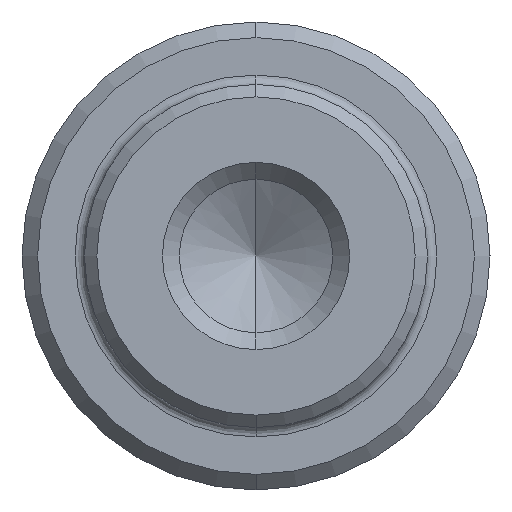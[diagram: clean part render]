
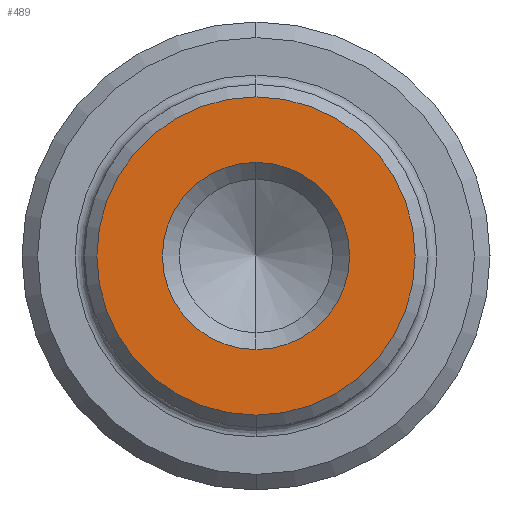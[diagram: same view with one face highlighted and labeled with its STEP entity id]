
A CAD part, left-side view. The second image highlights one B-rep face of the part: STEP entity #489.
In plain terms, the highlighted planar face has unit normal (-1, 0, 0).
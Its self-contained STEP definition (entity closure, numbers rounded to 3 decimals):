
#15 = CIRCLE ( 'NONE', #128, 3. ) ;
#25 = AXIS2_PLACEMENT_3D ( 'NONE', #707, #543, #157 ) ;
#34 = AXIS2_PLACEMENT_3D ( 'NONE', #491, #53, #482 ) ;
#53 = DIRECTION ( 'NONE',  ( 1., 0., 0. ) ) ;
#106 = CIRCLE ( 'NONE', #507, 5.1 ) ;
#107 = FACE_OUTER_BOUND ( 'NONE', #710, .T. ) ;
#110 = EDGE_CURVE ( 'NONE', #304, #527, #106, .T. ) ;
#117 = DIRECTION ( 'NONE',  ( 1., 0., 0. ) ) ;
#128 = AXIS2_PLACEMENT_3D ( 'NONE', #493, #117, #276 ) ;
#134 = ORIENTED_EDGE ( 'NONE', *, *, #668, .F. ) ;
#147 = FACE_BOUND ( 'NONE', #564, .T. ) ;
#152 = DIRECTION ( 'NONE',  ( 1., 0., 0. ) ) ;
#157 = DIRECTION ( 'NONE',  ( 0., 1., 0. ) ) ;
#159 = ORIENTED_EDGE ( 'NONE', *, *, #473, .T. ) ;
#217 = CARTESIAN_POINT ( 'NONE',  ( -44., 0., -5.1 ) ) ;
#244 = EDGE_CURVE ( 'NONE', #502, #554, #15, .T. ) ;
#266 = CIRCLE ( 'NONE', #674, 5.1 ) ;
#276 = DIRECTION ( 'NONE',  ( 0., 0., 1. ) ) ;
#304 = VERTEX_POINT ( 'NONE', #645 ) ;
#319 = ORIENTED_EDGE ( 'NONE', *, *, #244, .T. ) ;
#322 = PLANE ( 'NONE',  #25 ) ;
#336 = ORIENTED_EDGE ( 'NONE', *, *, #110, .F. ) ;
#370 = DIRECTION ( 'NONE',  ( 0., 0., -1. ) ) ;
#398 = CARTESIAN_POINT ( 'NONE',  ( -44., 0., -3. ) ) ;
#453 = CARTESIAN_POINT ( 'NONE',  ( -44., 0., 0. ) ) ;
#464 = CIRCLE ( 'NONE', #34, 3. ) ;
#473 = EDGE_CURVE ( 'NONE', #554, #502, #464, .T. ) ;
#478 = CARTESIAN_POINT ( 'NONE',  ( -44., 0., 3. ) ) ;
#482 = DIRECTION ( 'NONE',  ( 0., 0., 1. ) ) ;
#489 = ADVANCED_FACE ( 'NONE', ( #107, #147 ), #322, .T. ) ;
#491 = CARTESIAN_POINT ( 'NONE',  ( -44., 0., 0. ) ) ;
#493 = CARTESIAN_POINT ( 'NONE',  ( -44., 0., 0. ) ) ;
#502 = VERTEX_POINT ( 'NONE', #478 ) ;
#507 = AXIS2_PLACEMENT_3D ( 'NONE', #650, #152, #370 ) ;
#527 = VERTEX_POINT ( 'NONE', #217 ) ;
#543 = DIRECTION ( 'NONE',  ( -1., 0., 0. ) ) ;
#554 = VERTEX_POINT ( 'NONE', #398 ) ;
#564 = EDGE_LOOP ( 'NONE', ( #159, #319 ) ) ;
#610 = DIRECTION ( 'NONE',  ( 1., 0., 0. ) ) ;
#645 = CARTESIAN_POINT ( 'NONE',  ( -44., 0., 5.1 ) ) ;
#650 = CARTESIAN_POINT ( 'NONE',  ( -44., 0., 0. ) ) ;
#668 = EDGE_CURVE ( 'NONE', #527, #304, #266, .T. ) ;
#674 = AXIS2_PLACEMENT_3D ( 'NONE', #453, #610, #684 ) ;
#684 = DIRECTION ( 'NONE',  ( 0., 0., -1. ) ) ;
#707 = CARTESIAN_POINT ( 'NONE',  ( -44., -5.1, 5.1 ) ) ;
#710 = EDGE_LOOP ( 'NONE', ( #336, #134 ) ) ;
